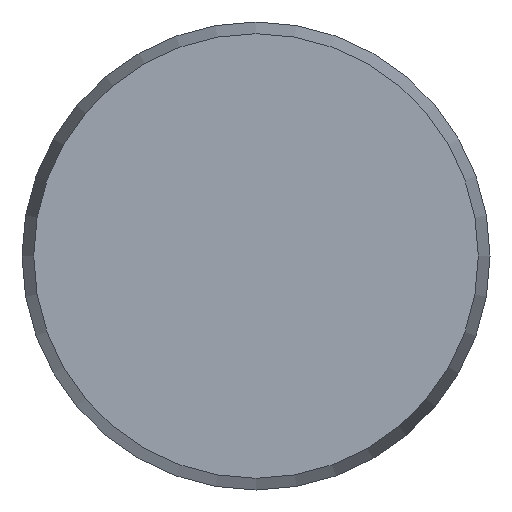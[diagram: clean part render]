
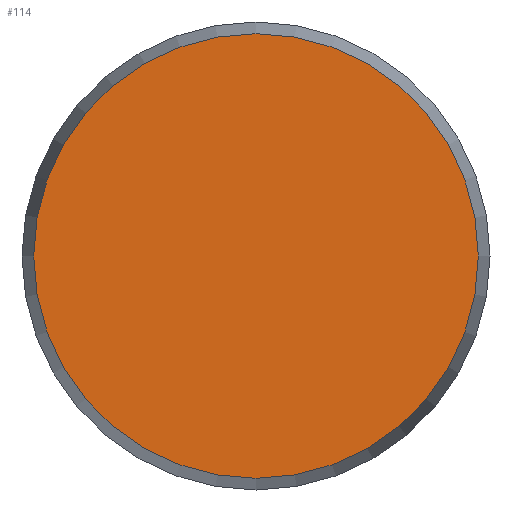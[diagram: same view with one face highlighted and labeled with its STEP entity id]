
A CAD part, front view. The second image highlights one B-rep face of the part: STEP entity #114.
In plain terms, the highlighted planar face has unit normal (0, -1, 0).
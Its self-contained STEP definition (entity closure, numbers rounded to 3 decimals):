
#114 = ADVANCED_FACE( '', ( #259 ), #260, .F. );
#259 = FACE_OUTER_BOUND( '', #436, .T. );
#260 = PLANE( '', #437 );
#436 = EDGE_LOOP( '', ( #691 ) );
#437 = AXIS2_PLACEMENT_3D( '', #692, #693, #694 );
#691 = ORIENTED_EDGE( '', *, *, #1033, .T. );
#692 = CARTESIAN_POINT( '', ( 28.5, 0., 0. ) );
#693 = DIRECTION( '', ( 0., 1., 0. ) );
#694 = DIRECTION( '', ( 0., 0., 1. ) );
#1033 = EDGE_CURVE( '', #1233, #1233, #1234, .T. );
#1233 = VERTEX_POINT( '', #1549 );
#1234 = CIRCLE( '', #1550, 28.5 );
#1549 = CARTESIAN_POINT( '', ( 0., 0., -28.5 ) );
#1550 = AXIS2_PLACEMENT_3D( '', #1814, #1815, #1816 );
#1814 = CARTESIAN_POINT( '', ( 0., 0., 0. ) );
#1815 = DIRECTION( '', ( 0., -1., 0. ) );
#1816 = DIRECTION( '', ( 0., 0., -1. ) );
